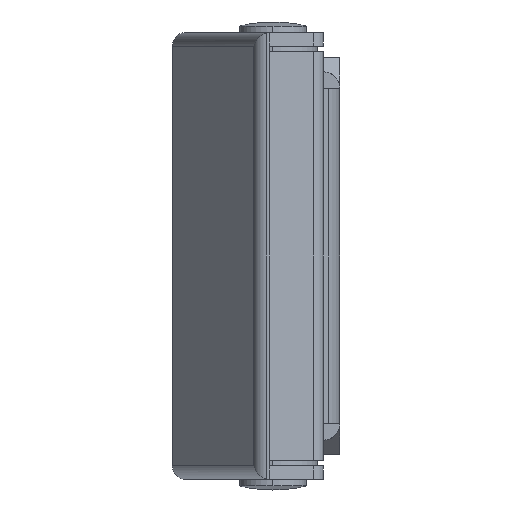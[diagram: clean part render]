
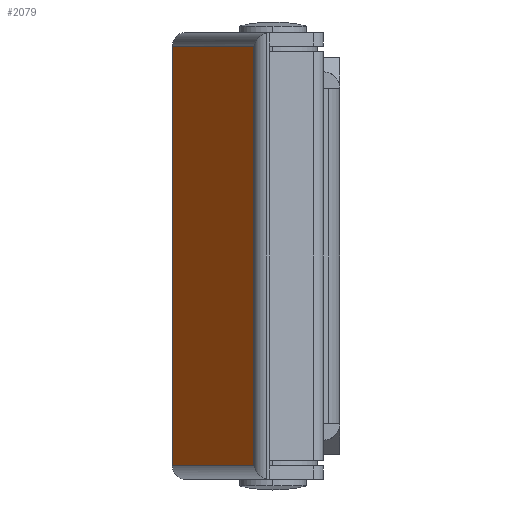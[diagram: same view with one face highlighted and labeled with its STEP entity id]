
A CAD part, left-side view. The second image highlights one B-rep face of the part: STEP entity #2079.
In plain terms, the highlighted planar face has unit normal (-0.173, 0.985, 0).
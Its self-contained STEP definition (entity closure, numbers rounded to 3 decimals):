
#273 = DIRECTION ( 'NONE',  ( 0.985, 0.173, 0. ) ) ;
#822 = AXIS2_PLACEMENT_3D ( 'NONE', #3104, #2549, #273 ) ;
#1010 = EDGE_CURVE ( 'NONE', #5426, #2946, #3965, .T. ) ;
#1021 = EDGE_CURVE ( 'NONE', #1402, #5426, #3798, .T. ) ;
#1295 = ORIENTED_EDGE ( 'NONE', *, *, #1021, .T. ) ;
#1321 = VERTEX_POINT ( 'NONE', #6727 ) ;
#1402 = VERTEX_POINT ( 'NONE', #5164 ) ;
#1507 = DIRECTION ( 'NONE',  ( -0.985, -0.173, 0. ) ) ;
#1703 = ORIENTED_EDGE ( 'NONE', *, *, #1010, .T. ) ;
#1816 = VECTOR ( 'NONE', #3597, 1000. ) ;
#1902 = EDGE_CURVE ( 'NONE', #1321, #1402, #4761, .T. ) ;
#2004 = EDGE_CURVE ( 'NONE', #2946, #1321, #3915, .T. ) ;
#2079 = ADVANCED_FACE ( 'NONE', ( #2634 ), #5973, .F. ) ;
#2549 = DIRECTION ( 'NONE',  ( 0.173, -0.985, 0. ) ) ;
#2634 = FACE_OUTER_BOUND ( 'NONE', #4682, .T. ) ;
#2769 = VECTOR ( 'NONE', #3236, 1000. ) ;
#2946 = VERTEX_POINT ( 'NONE', #4281 ) ;
#3104 = CARTESIAN_POINT ( 'NONE',  ( -18.5, 9., 20. ) ) ;
#3236 = DIRECTION ( 'NONE',  ( 0., 0., -1. ) ) ;
#3597 = DIRECTION ( 'NONE',  ( 0.985, 0.173, 0. ) ) ;
#3709 = CARTESIAN_POINT ( 'NONE',  ( -61.19, 1.5, -18.8 ) ) ;
#3798 = LINE ( 'NONE', #6531, #2769 ) ;
#3915 = LINE ( 'NONE', #6396, #4890 ) ;
#3965 = LINE ( 'NONE', #3709, #6749 ) ;
#4147 = CARTESIAN_POINT ( 'NONE',  ( -18.5, 9., 18.8 ) ) ;
#4281 = CARTESIAN_POINT ( 'NONE',  ( -60.008, 1.708, -18.8 ) ) ;
#4367 = CARTESIAN_POINT ( 'NONE',  ( -18.5, 9., -18.8 ) ) ;
#4682 = EDGE_LOOP ( 'NONE', ( #1295, #1703, #6707, #4786 ) ) ;
#4761 = LINE ( 'NONE', #4147, #1816 ) ;
#4786 = ORIENTED_EDGE ( 'NONE', *, *, #1902, .T. ) ;
#4890 = VECTOR ( 'NONE', #6370, 1000. ) ;
#5164 = CARTESIAN_POINT ( 'NONE',  ( -18.5, 9., 18.8 ) ) ;
#5426 = VERTEX_POINT ( 'NONE', #4367 ) ;
#5973 = PLANE ( 'NONE',  #822 ) ;
#6370 = DIRECTION ( 'NONE',  ( 0., 0., 1. ) ) ;
#6396 = CARTESIAN_POINT ( 'NONE',  ( -60.008, 1.708, 20. ) ) ;
#6531 = CARTESIAN_POINT ( 'NONE',  ( -18.5, 9., 20. ) ) ;
#6707 = ORIENTED_EDGE ( 'NONE', *, *, #2004, .T. ) ;
#6727 = CARTESIAN_POINT ( 'NONE',  ( -60.008, 1.708, 18.8 ) ) ;
#6749 = VECTOR ( 'NONE', #1507, 1000. ) ;
